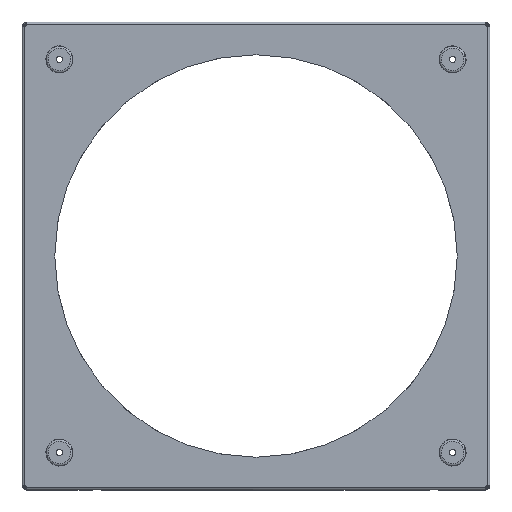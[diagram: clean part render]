
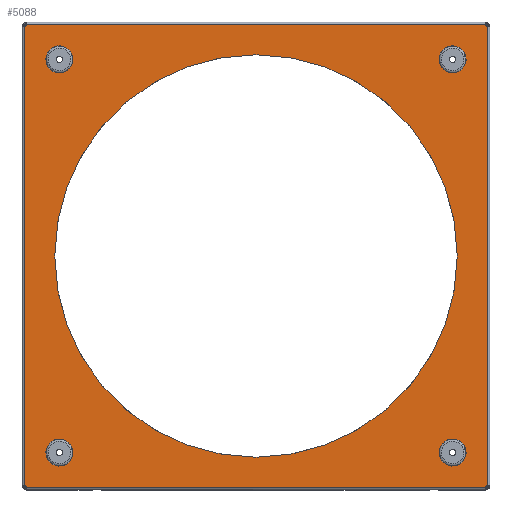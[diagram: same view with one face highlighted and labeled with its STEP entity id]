
A CAD part, top view. The second image highlights one B-rep face of the part: STEP entity #5088.
In plain terms, the highlighted planar face has unit normal (0, 0, 1).
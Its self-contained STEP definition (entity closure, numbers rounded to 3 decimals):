
#4369=AXIS2_PLACEMENT_3D('Circle Axis2P3D',#4367,#4368,$) ;
#4394=AXIS2_PLACEMENT_3D('Circle Axis2P3D',#4392,#4393,$) ;
#4419=AXIS2_PLACEMENT_3D('Circle Axis2P3D',#4417,#4418,$) ;
#4444=AXIS2_PLACEMENT_3D('Circle Axis2P3D',#4442,#4443,$) ;
#4469=AXIS2_PLACEMENT_3D('Circle Axis2P3D',#4467,#4468,$) ;
#4494=AXIS2_PLACEMENT_3D('Circle Axis2P3D',#4492,#4493,$) ;
#4519=AXIS2_PLACEMENT_3D('Circle Axis2P3D',#4517,#4518,$) ;
#4544=AXIS2_PLACEMENT_3D('Circle Axis2P3D',#4542,#4543,$) ;
#4562=AXIS2_PLACEMENT_3D('Circle Axis2P3D',#4560,#4561,$) ;
#4587=AXIS2_PLACEMENT_3D('Circle Axis2P3D',#4585,#4586,$) ;
#4624=AXIS2_PLACEMENT_3D('Circle Axis2P3D',#4622,#4623,$) ;
#4642=AXIS2_PLACEMENT_3D('Circle Axis2P3D',#4640,#4641,$) ;
#4674=AXIS2_PLACEMENT_3D('Circle Axis2P3D',#4672,#4673,$) ;
#4699=AXIS2_PLACEMENT_3D('Circle Axis2P3D',#4697,#4698,$) ;
#4724=AXIS2_PLACEMENT_3D('Circle Axis2P3D',#4722,#4723,$) ;
#4742=AXIS2_PLACEMENT_3D('Circle Axis2P3D',#4740,#4741,$) ;
#5049=AXIS2_PLACEMENT_3D('Plane Axis2P3D',#5046,#5047,#5048) ;
#3621=CARTESIAN_POINT('Vertex',(247.,-245.429,0.)) ;
#3680=CARTESIAN_POINT('Vertex',(247.,245.429,0.)) ;
#3728=CARTESIAN_POINT('Vertex',(245.429,247.,0.)) ;
#3889=CARTESIAN_POINT('Vertex',(-247.,245.429,0.)) ;
#3935=CARTESIAN_POINT('Vertex',(-245.429,247.,0.)) ;
#3994=CARTESIAN_POINT('Vertex',(-247.,-245.429,0.)) ;
#4326=CARTESIAN_POINT('Line Origine',(247.,-0.75,0.)) ;
#4343=CARTESIAN_POINT('Line Origine',(-247.,0.,0.)) ;
#4364=CARTESIAN_POINT('Vertex',(-223.865,-214.068,0.)) ;
#4367=CARTESIAN_POINT('Axis2P3D Location',(-210.,-210.,0.)) ;
#4371=CARTESIAN_POINT('Vertex',(-196.135,-205.932,0.)) ;
#4392=CARTESIAN_POINT('Axis2P3D Location',(-210.,-210.,0.)) ;
#4414=CARTESIAN_POINT('Vertex',(196.135,-214.068,0.)) ;
#4417=CARTESIAN_POINT('Axis2P3D Location',(210.,-210.,0.)) ;
#4421=CARTESIAN_POINT('Vertex',(223.865,-205.932,0.)) ;
#4442=CARTESIAN_POINT('Axis2P3D Location',(210.,-210.,0.)) ;
#4464=CARTESIAN_POINT('Vertex',(196.135,205.932,0.)) ;
#4467=CARTESIAN_POINT('Axis2P3D Location',(210.,210.,0.)) ;
#4471=CARTESIAN_POINT('Vertex',(223.865,214.068,0.)) ;
#4492=CARTESIAN_POINT('Axis2P3D Location',(210.,210.,0.)) ;
#4514=CARTESIAN_POINT('Vertex',(-223.865,205.932,0.)) ;
#4517=CARTESIAN_POINT('Axis2P3D Location',(-210.,210.,0.)) ;
#4521=CARTESIAN_POINT('Vertex',(-196.135,214.068,0.)) ;
#4542=CARTESIAN_POINT('Axis2P3D Location',(-210.,210.,0.)) ;
#4560=CARTESIAN_POINT('Axis2P3D Location',(248.561,-248.561,0.)) ;
#4564=CARTESIAN_POINT('Vertex',(245.429,-247.,0.)) ;
#4585=CARTESIAN_POINT('Axis2P3D Location',(248.561,248.561,0.)) ;
#4603=CARTESIAN_POINT('Line Origine',(0.,247.,0.)) ;
#4622=CARTESIAN_POINT('Axis2P3D Location',(-248.561,248.561,0.)) ;
#4640=CARTESIAN_POINT('Axis2P3D Location',(0.,0.,0.)) ;
#4644=CARTESIAN_POINT('Vertex',(-215.,0.,0.)) ;
#4646=CARTESIAN_POINT('Vertex',(0.,-215.,0.)) ;
#4672=CARTESIAN_POINT('Axis2P3D Location',(0.,0.,0.)) ;
#4676=CARTESIAN_POINT('Vertex',(0.,215.,0.)) ;
#4697=CARTESIAN_POINT('Axis2P3D Location',(0.,0.,0.)) ;
#4701=CARTESIAN_POINT('Vertex',(215.,0.,0.)) ;
#4722=CARTESIAN_POINT('Axis2P3D Location',(0.,0.,0.)) ;
#4740=CARTESIAN_POINT('Axis2P3D Location',(-248.561,-248.561,0.)) ;
#4744=CARTESIAN_POINT('Vertex',(-245.429,-247.,0.)) ;
#5046=CARTESIAN_POINT('Axis2P3D Location',(0.,0.,0.)) ;
#5051=CARTESIAN_POINT('Line Origine',(0.,-247.,0.)) ;
#4327=DIRECTION('Vector Direction',(0.,1.,0.)) ;
#4344=DIRECTION('Vector Direction',(0.,-1.,0.)) ;
#4368=DIRECTION('Axis2P3D Direction',(0.,-0.,1.)) ;
#4393=DIRECTION('Axis2P3D Direction',(-0.,0.,1.)) ;
#4418=DIRECTION('Axis2P3D Direction',(0.,-0.,1.)) ;
#4443=DIRECTION('Axis2P3D Direction',(-0.,0.,1.)) ;
#4468=DIRECTION('Axis2P3D Direction',(0.,-0.,1.)) ;
#4493=DIRECTION('Axis2P3D Direction',(-0.,0.,1.)) ;
#4518=DIRECTION('Axis2P3D Direction',(0.,-0.,1.)) ;
#4543=DIRECTION('Axis2P3D Direction',(-0.,0.,1.)) ;
#4561=DIRECTION('Axis2P3D Direction',(0.,0.,1.)) ;
#4586=DIRECTION('Axis2P3D Direction',(0.,0.,1.)) ;
#4604=DIRECTION('Vector Direction',(-1.,0.,0.)) ;
#4623=DIRECTION('Axis2P3D Direction',(0.,0.,1.)) ;
#4641=DIRECTION('Axis2P3D Direction',(0.,0.,1.)) ;
#4673=DIRECTION('Axis2P3D Direction',(0.,0.,1.)) ;
#4698=DIRECTION('Axis2P3D Direction',(0.,0.,1.)) ;
#4723=DIRECTION('Axis2P3D Direction',(0.,0.,1.)) ;
#4741=DIRECTION('Axis2P3D Direction',(0.,0.,1.)) ;
#5047=DIRECTION('Axis2P3D Direction',(0.,0.,1.)) ;
#5048=DIRECTION('Axis2P3D XDirection',(1.,0.,0.)) ;
#5052=DIRECTION('Vector Direction',(1.,0.,0.)) ;
#4328=VECTOR('Line Direction',#4327,1.) ;
#4345=VECTOR('Line Direction',#4344,1.) ;
#4605=VECTOR('Line Direction',#4604,1.) ;
#5053=VECTOR('Line Direction',#5052,1.) ;
#5057=ORIENTED_EDGE('',*,*,#4746,.F.) ;
#5058=ORIENTED_EDGE('',*,*,#5055,.T.) ;
#5059=ORIENTED_EDGE('',*,*,#4566,.F.) ;
#5060=ORIENTED_EDGE('',*,*,#4330,.T.) ;
#5061=ORIENTED_EDGE('',*,*,#4589,.F.) ;
#5062=ORIENTED_EDGE('',*,*,#4607,.T.) ;
#5063=ORIENTED_EDGE('',*,*,#4626,.F.) ;
#5064=ORIENTED_EDGE('',*,*,#4347,.T.) ;
#5067=ORIENTED_EDGE('',*,*,#4523,.F.) ;
#5068=ORIENTED_EDGE('',*,*,#4546,.F.) ;
#5071=ORIENTED_EDGE('',*,*,#4473,.F.) ;
#5072=ORIENTED_EDGE('',*,*,#4496,.F.) ;
#5075=ORIENTED_EDGE('',*,*,#4423,.F.) ;
#5076=ORIENTED_EDGE('',*,*,#4446,.F.) ;
#5079=ORIENTED_EDGE('',*,*,#4396,.F.) ;
#5080=ORIENTED_EDGE('',*,*,#4373,.F.) ;
#5083=ORIENTED_EDGE('',*,*,#4648,.F.) ;
#5084=ORIENTED_EDGE('',*,*,#4678,.F.) ;
#5085=ORIENTED_EDGE('',*,*,#4703,.F.) ;
#5086=ORIENTED_EDGE('',*,*,#4726,.F.) ;
#5069=FACE_BOUND('',#5066,.T.) ;
#5073=FACE_BOUND('',#5070,.T.) ;
#5077=FACE_BOUND('',#5074,.T.) ;
#5081=FACE_BOUND('',#5078,.T.) ;
#5087=FACE_BOUND('',#5082,.T.) ;
#5088=ADVANCED_FACE('Hauptk\X2\00F6\X0\rper',(#5065,#5069,#5073,#5077,#5081,#5087),#5050,.T.) ;
#4370=CIRCLE('generated circle',#4369,14.449) ;
#4395=CIRCLE('generated circle',#4394,14.449) ;
#4420=CIRCLE('generated circle',#4419,14.449) ;
#4445=CIRCLE('generated circle',#4444,14.449) ;
#4470=CIRCLE('generated circle',#4469,14.449) ;
#4495=CIRCLE('generated circle',#4494,14.449) ;
#4520=CIRCLE('generated circle',#4519,14.449) ;
#4545=CIRCLE('generated circle',#4544,14.449) ;
#4563=CIRCLE('generated circle',#4562,3.5) ;
#4588=CIRCLE('generated circle',#4587,3.5) ;
#4625=CIRCLE('generated circle',#4624,3.5) ;
#4643=CIRCLE('generated circle',#4642,215.) ;
#4675=CIRCLE('generated circle',#4674,215.) ;
#4700=CIRCLE('generated circle',#4699,215.) ;
#4725=CIRCLE('generated circle',#4724,215.) ;
#4743=CIRCLE('generated circle',#4742,3.5) ;
#4330=EDGE_CURVE('',#3622,#3681,#4329,.T.) ;
#4347=EDGE_CURVE('',#3890,#3995,#4346,.T.) ;
#4373=EDGE_CURVE('',#4365,#4372,#4370,.T.) ;
#4396=EDGE_CURVE('',#4372,#4365,#4395,.T.) ;
#4423=EDGE_CURVE('',#4415,#4422,#4420,.T.) ;
#4446=EDGE_CURVE('',#4422,#4415,#4445,.T.) ;
#4473=EDGE_CURVE('',#4465,#4472,#4470,.T.) ;
#4496=EDGE_CURVE('',#4472,#4465,#4495,.T.) ;
#4523=EDGE_CURVE('',#4515,#4522,#4520,.T.) ;
#4546=EDGE_CURVE('',#4522,#4515,#4545,.T.) ;
#4566=EDGE_CURVE('',#3622,#4565,#4563,.T.) ;
#4589=EDGE_CURVE('',#3729,#3681,#4588,.T.) ;
#4607=EDGE_CURVE('',#3729,#3936,#4606,.T.) ;
#4626=EDGE_CURVE('',#3890,#3936,#4625,.T.) ;
#4648=EDGE_CURVE('',#4645,#4647,#4643,.T.) ;
#4678=EDGE_CURVE('',#4677,#4645,#4675,.T.) ;
#4703=EDGE_CURVE('',#4702,#4677,#4700,.T.) ;
#4726=EDGE_CURVE('',#4647,#4702,#4725,.T.) ;
#4746=EDGE_CURVE('',#4745,#3995,#4743,.T.) ;
#5055=EDGE_CURVE('',#4745,#4565,#5054,.T.) ;
#5056=EDGE_LOOP('',(#5057,#5058,#5059,#5060,#5061,#5062,#5063,#5064)) ;
#5066=EDGE_LOOP('',(#5067,#5068)) ;
#5070=EDGE_LOOP('',(#5071,#5072)) ;
#5074=EDGE_LOOP('',(#5075,#5076)) ;
#5078=EDGE_LOOP('',(#5079,#5080)) ;
#5082=EDGE_LOOP('',(#5083,#5084,#5085,#5086)) ;
#5065=FACE_OUTER_BOUND('',#5056,.T.) ;
#4329=LINE('Line',#4326,#4328) ;
#4346=LINE('Line',#4343,#4345) ;
#4606=LINE('Line',#4603,#4605) ;
#5054=LINE('Line',#5051,#5053) ;
#5050=PLANE('',#5049) ;
#3622=VERTEX_POINT('',#3621) ;
#3681=VERTEX_POINT('',#3680) ;
#3729=VERTEX_POINT('',#3728) ;
#3890=VERTEX_POINT('',#3889) ;
#3936=VERTEX_POINT('',#3935) ;
#3995=VERTEX_POINT('',#3994) ;
#4365=VERTEX_POINT('',#4364) ;
#4372=VERTEX_POINT('',#4371) ;
#4415=VERTEX_POINT('',#4414) ;
#4422=VERTEX_POINT('',#4421) ;
#4465=VERTEX_POINT('',#4464) ;
#4472=VERTEX_POINT('',#4471) ;
#4515=VERTEX_POINT('',#4514) ;
#4522=VERTEX_POINT('',#4521) ;
#4565=VERTEX_POINT('',#4564) ;
#4645=VERTEX_POINT('',#4644) ;
#4647=VERTEX_POINT('',#4646) ;
#4677=VERTEX_POINT('',#4676) ;
#4702=VERTEX_POINT('',#4701) ;
#4745=VERTEX_POINT('',#4744) ;
